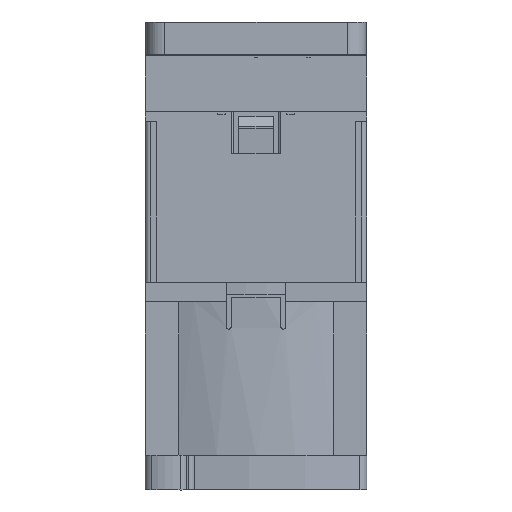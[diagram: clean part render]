
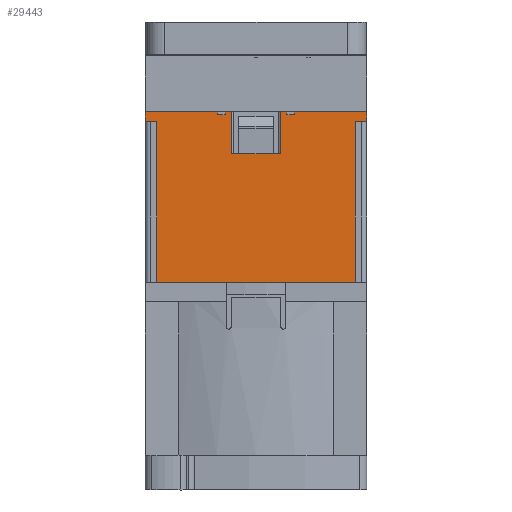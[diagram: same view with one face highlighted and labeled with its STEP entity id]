
A CAD part, front view. The second image highlights one B-rep face of the part: STEP entity #29443.
In plain terms, the highlighted planar face has unit normal (0, -1, 0).
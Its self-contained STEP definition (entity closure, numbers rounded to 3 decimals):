
#2837=DIRECTION('',(1.,0.,0.));
#2838=VECTOR('',#2837,14.65);
#2839=CARTESIAN_POINT('',(0.,0.,76.45));
#2840=LINE('',#2839,#2838);
#2844=DIRECTION('',(1.,0.,0.));
#2845=VECTOR('',#2844,14.65);
#2846=CARTESIAN_POINT('',(30.15,0.,76.45));
#2847=LINE('',#2846,#2845);
#2872=DIRECTION('',(1.,0.,0.));
#2873=VECTOR('',#2872,1.25);
#2874=CARTESIAN_POINT('',(27.4,0.,76.45));
#2875=LINE('',#2874,#2873);
#2908=DIRECTION('',(1.,0.,0.));
#2909=VECTOR('',#2908,1.25);
#2910=CARTESIAN_POINT('',(16.15,0.,76.45));
#2911=LINE('',#2910,#2909);
#5468=DIRECTION('',(1.,0.,0.));
#5469=VECTOR('',#5468,1.5);
#5470=CARTESIAN_POINT('',(14.65,0.,75.85));
#5471=LINE('',#5470,#5469);
#5475=DIRECTION('',(0.,0.,-1.));
#5476=VECTOR('',#5475,0.6);
#5477=CARTESIAN_POINT('',(16.15,0.,76.45));
#5478=LINE('',#5477,#5476);
#5482=DIRECTION('',(0.,0.,1.));
#5483=VECTOR('',#5482,8.5);
#5484=CARTESIAN_POINT('',(17.4,0.,67.95));
#5485=LINE('',#5484,#5483);
#5489=DIRECTION('',(-1.,0.,0.));
#5490=VECTOR('',#5489,1.5);
#5491=CARTESIAN_POINT('',(18.9,0.,67.95));
#5492=LINE('',#5491,#5490);
#5496=DIRECTION('',(1.,0.,0.));
#5497=VECTOR('',#5496,7.);
#5498=CARTESIAN_POINT('',(18.9,0.,67.95));
#5499=LINE('',#5498,#5497);
#5503=DIRECTION('',(-1.,0.,0.));
#5504=VECTOR('',#5503,1.5);
#5505=CARTESIAN_POINT('',(27.4,0.,67.95));
#5506=LINE('',#5505,#5504);
#5510=DIRECTION('',(0.,0.,1.));
#5511=VECTOR('',#5510,8.5);
#5512=CARTESIAN_POINT('',(27.4,0.,67.95));
#5513=LINE('',#5512,#5511);
#5517=DIRECTION('',(0.,0.,-1.));
#5518=VECTOR('',#5517,0.6);
#5519=CARTESIAN_POINT('',(28.65,0.,76.45));
#5520=LINE('',#5519,#5518);
#5524=DIRECTION('',(1.,0.,0.));
#5525=VECTOR('',#5524,1.5);
#5526=CARTESIAN_POINT('',(28.65,0.,75.85));
#5527=LINE('',#5526,#5525);
#5531=DIRECTION('',(0.,0.,-1.));
#5532=VECTOR('',#5531,0.6);
#5533=CARTESIAN_POINT('',(30.15,0.,76.45));
#5534=LINE('',#5533,#5532);
#5538=DIRECTION('',(-1.,0.,0.));
#5539=VECTOR('',#5538,2.3);
#5540=CARTESIAN_POINT('',(44.8,0.,74.45));
#5541=LINE('',#5540,#5539);
#5545=DIRECTION('',(0.,0.,1.));
#5546=VECTOR('',#5545,32.5);
#5547=CARTESIAN_POINT('',(42.5,0.,41.95));
#5548=LINE('',#5547,#5546);
#5552=DIRECTION('',(1.,0.,0.));
#5553=VECTOR('',#5552,40.2);
#5554=CARTESIAN_POINT('',(2.3,0.,41.95));
#5555=LINE('',#5554,#5553);
#5559=DIRECTION('',(0.,0.,1.));
#5560=VECTOR('',#5559,32.5);
#5561=CARTESIAN_POINT('',(2.3,0.,41.95));
#5562=LINE('',#5561,#5560);
#5566=DIRECTION('',(-1.,0.,0.));
#5567=VECTOR('',#5566,2.3);
#5568=CARTESIAN_POINT('',(2.3,0.,74.45));
#5569=LINE('',#5568,#5567);
#5573=DIRECTION('',(0.,0.,-1.));
#5574=VECTOR('',#5573,0.6);
#5575=CARTESIAN_POINT('',(14.65,0.,76.45));
#5576=LINE('',#5575,#5574);
#6109=DIRECTION('',(0.,0.,1.));
#6110=VECTOR('',#6109,2.);
#6111=CARTESIAN_POINT('',(44.8,0.,74.45));
#6112=LINE('',#6111,#6110);
#6365=DIRECTION('',(0.,0.,1.));
#6366=VECTOR('',#6365,2.);
#6367=CARTESIAN_POINT('',(0.,0.,74.45));
#6368=LINE('',#6367,#6366);
#20828=CARTESIAN_POINT('',(0.,0.,76.45));
#20830=VERTEX_POINT('',#20828);
#20886=CARTESIAN_POINT('',(44.8,0.,76.45));
#20888=VERTEX_POINT('',#20886);
#21751=CARTESIAN_POINT('',(44.8,0.,74.45));
#21752=CARTESIAN_POINT('',(42.5,0.,74.45));
#21753=VERTEX_POINT('',#21751);
#21754=VERTEX_POINT('',#21752);
#21755=CARTESIAN_POINT('',(2.3,0.,74.45));
#21756=CARTESIAN_POINT('',(0.,0.,74.45));
#21757=VERTEX_POINT('',#21755);
#21758=VERTEX_POINT('',#21756);
#21759=CARTESIAN_POINT('',(2.3,0.,41.95));
#21760=VERTEX_POINT('',#21759);
#21761=CARTESIAN_POINT('',(42.5,0.,41.95));
#21762=VERTEX_POINT('',#21761);
#21771=CARTESIAN_POINT('',(17.4,0.,67.95));
#21772=CARTESIAN_POINT('',(17.4,0.,76.45));
#21773=VERTEX_POINT('',#21771);
#21774=VERTEX_POINT('',#21772);
#21775=CARTESIAN_POINT('',(27.4,0.,67.95));
#21776=CARTESIAN_POINT('',(27.4,0.,76.45));
#21777=VERTEX_POINT('',#21775);
#21778=VERTEX_POINT('',#21776);
#21839=CARTESIAN_POINT('',(18.9,0.,67.95));
#21840=CARTESIAN_POINT('',(25.9,0.,67.95));
#21841=VERTEX_POINT('',#21839);
#21842=VERTEX_POINT('',#21840);
#24166=CARTESIAN_POINT('',(14.65,0.,75.85));
#24167=CARTESIAN_POINT('',(16.15,0.,75.85));
#24168=VERTEX_POINT('',#24166);
#24169=VERTEX_POINT('',#24167);
#24170=CARTESIAN_POINT('',(28.65,0.,75.85));
#24171=CARTESIAN_POINT('',(30.15,0.,75.85));
#24172=VERTEX_POINT('',#24170);
#24173=VERTEX_POINT('',#24171);
#24174=CARTESIAN_POINT('',(16.15,0.,76.45));
#24175=VERTEX_POINT('',#24174);
#24176=CARTESIAN_POINT('',(14.65,0.,76.45));
#24177=VERTEX_POINT('',#24176);
#24178=CARTESIAN_POINT('',(30.15,0.,76.45));
#24179=VERTEX_POINT('',#24178);
#24180=CARTESIAN_POINT('',(28.65,0.,76.45));
#24181=VERTEX_POINT('',#24180);
#29398=CARTESIAN_POINT('',(0.,0.,41.95));
#29399=DIRECTION('',(0.,-1.,0.));
#29400=DIRECTION('',(0.,0.,1.));
#29401=AXIS2_PLACEMENT_3D('',#29398,#29399,#29400);
#29402=PLANE('',#29401);
#29403=ORIENTED_EDGE('',*,*,#29342,.T.);
#29405=ORIENTED_EDGE('',*,*,#29404,.F.);
#29406=ORIENTED_EDGE('',*,*,#25832,.T.);
#29408=ORIENTED_EDGE('',*,*,#29407,.F.);
#29410=ORIENTED_EDGE('',*,*,#29409,.F.);
#29412=ORIENTED_EDGE('',*,*,#29411,.T.);
#29414=ORIENTED_EDGE('',*,*,#29413,.F.);
#29416=ORIENTED_EDGE('',*,*,#29415,.T.);
#29417=ORIENTED_EDGE('',*,*,#25820,.T.);
#29419=ORIENTED_EDGE('',*,*,#29418,.T.);
#29420=ORIENTED_EDGE('',*,*,#29358,.T.);
#29422=ORIENTED_EDGE('',*,*,#29421,.F.);
#29423=ORIENTED_EDGE('',*,*,#25812,.T.);
#29425=ORIENTED_EDGE('',*,*,#29424,.F.);
#29427=ORIENTED_EDGE('',*,*,#29426,.T.);
#29429=ORIENTED_EDGE('',*,*,#29428,.F.);
#29431=ORIENTED_EDGE('',*,*,#29430,.F.);
#29433=ORIENTED_EDGE('',*,*,#29432,.T.);
#29435=ORIENTED_EDGE('',*,*,#29434,.T.);
#29437=ORIENTED_EDGE('',*,*,#29436,.T.);
#29438=ORIENTED_EDGE('',*,*,#25804,.T.);
#29440=ORIENTED_EDGE('',*,*,#29439,.T.);
#29441=EDGE_LOOP('',(#29403,#29405,#29406,#29408,#29410,#29412,#29414,#29416,
#29417,#29419,#29420,#29422,#29423,#29425,#29427,#29429,#29431,#29433,#29435,
#29437,#29438,#29440));
#29442=FACE_OUTER_BOUND('',#29441,.F.);
#25804=EDGE_CURVE('',#20830,#24177,#2840,.T.);
#25812=EDGE_CURVE('',#24179,#20888,#2847,.T.);
#25820=EDGE_CURVE('',#21778,#24181,#2875,.T.);
#25832=EDGE_CURVE('',#24175,#21774,#2911,.T.);
#29342=EDGE_CURVE('',#24168,#24169,#5471,.T.);
#29358=EDGE_CURVE('',#24172,#24173,#5527,.T.);
#29404=EDGE_CURVE('',#24175,#24169,#5478,.T.);
#29407=EDGE_CURVE('',#21773,#21774,#5485,.T.);
#29409=EDGE_CURVE('',#21841,#21773,#5492,.T.);
#29411=EDGE_CURVE('',#21841,#21842,#5499,.T.);
#29413=EDGE_CURVE('',#21777,#21842,#5506,.T.);
#29415=EDGE_CURVE('',#21777,#21778,#5513,.T.);
#29418=EDGE_CURVE('',#24181,#24172,#5520,.T.);
#29421=EDGE_CURVE('',#24179,#24173,#5534,.T.);
#29424=EDGE_CURVE('',#21753,#20888,#6112,.T.);
#29426=EDGE_CURVE('',#21753,#21754,#5541,.T.);
#29428=EDGE_CURVE('',#21762,#21754,#5548,.T.);
#29430=EDGE_CURVE('',#21760,#21762,#5555,.T.);
#29432=EDGE_CURVE('',#21760,#21757,#5562,.T.);
#29434=EDGE_CURVE('',#21757,#21758,#5569,.T.);
#29436=EDGE_CURVE('',#21758,#20830,#6368,.T.);
#29439=EDGE_CURVE('',#24177,#24168,#5576,.T.);
#29443=ADVANCED_FACE('',(#29442),#29402,.T.);
